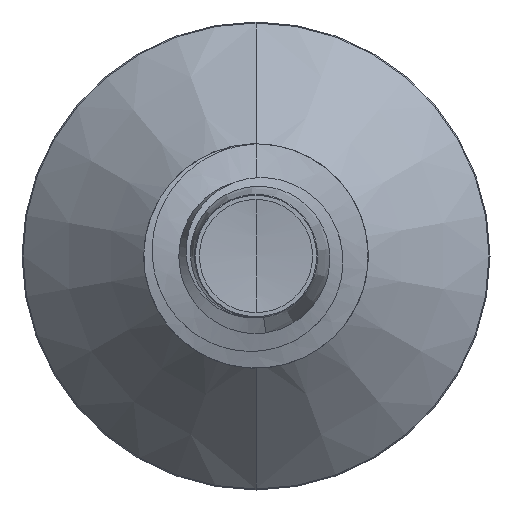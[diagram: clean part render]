
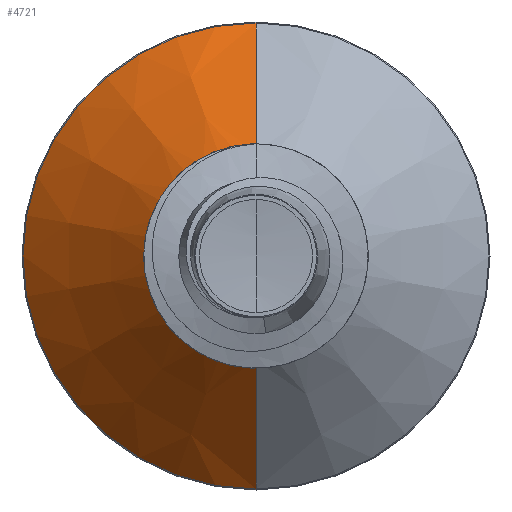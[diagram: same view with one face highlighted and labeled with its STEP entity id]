
A CAD part, front view. The second image highlights one B-rep face of the part: STEP entity #4721.
In plain terms, the highlighted conical face has half-angle 45 degrees and reference radius 1.633 mm.
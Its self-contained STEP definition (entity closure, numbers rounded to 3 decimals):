
#67 = DIRECTION ( 'NONE',  ( 0., 0., 1. ) ) ;
#80 = DIRECTION ( 'NONE',  ( 0., 1., 0. ) ) ;
#86 = CARTESIAN_POINT ( 'NONE',  ( 0., 4.332, 0. ) ) ;
#255 = CARTESIAN_POINT ( 'NONE',  ( 0., 4.332, -1.632 ) ) ;
#1152 = VECTOR ( 'NONE', #2597, 1000. ) ;
#1545 = LINE ( 'NONE', #6140, #1152 ) ;
#1906 = CARTESIAN_POINT ( 'NONE',  ( 0., 6.335, -3.635 ) ) ;
#2102 = AXIS2_PLACEMENT_3D ( 'NONE', #86, #80, #67 ) ;
#2318 = FACE_OUTER_BOUND ( 'NONE', #4058, .T. ) ;
#2597 = DIRECTION ( 'NONE',  ( 0., 0.707, 0.707 ) ) ;
#2653 = DIRECTION ( 'NONE',  ( 0., 0.707, -0.707 ) ) ;
#2668 = CARTESIAN_POINT ( 'NONE',  ( 0., 4.332, -1.632 ) ) ;
#2746 = VERTEX_POINT ( 'NONE', #9932 ) ;
#3291 = AXIS2_PLACEMENT_3D ( 'NONE', #4891, #4889, #4876 ) ;
#4058 = EDGE_LOOP ( 'NONE', ( #9270, #10011, #10536, #9950 ) ) ;
#4159 = VERTEX_POINT ( 'NONE', #8760 ) ;
#4721 = ADVANCED_FACE ( 'NONE', ( #2318 ), #4948, .T. ) ;
#4876 = DIRECTION ( 'NONE',  ( 0., 0., 1. ) ) ;
#4889 = DIRECTION ( 'NONE',  ( 0., 1., 0. ) ) ;
#4891 = CARTESIAN_POINT ( 'NONE',  ( 0., 6.335, 0. ) ) ;
#4922 = LINE ( 'NONE', #2668, #10204 ) ;
#4948 = CONICAL_SURFACE ( 'NONE', #8448, 1.632, 0.785 ) ;
#6140 = CARTESIAN_POINT ( 'NONE',  ( 0., 4.332, 1.632 ) ) ;
#7847 = CARTESIAN_POINT ( 'NONE',  ( 0., 4.332, 0. ) ) ;
#8015 = EDGE_CURVE ( 'NONE', #8604, #2746, #10463, .T. ) ;
#8360 = DIRECTION ( 'NONE',  ( 0., 0., 1. ) ) ;
#8448 = AXIS2_PLACEMENT_3D ( 'NONE', #7847, #10150, #8360 ) ;
#8577 = CIRCLE ( 'NONE', #2102, 1.632 ) ;
#8604 = VERTEX_POINT ( 'NONE', #1906 ) ;
#8760 = CARTESIAN_POINT ( 'NONE',  ( 0., 4.332, 1.632 ) ) ;
#8944 = VERTEX_POINT ( 'NONE', #255 ) ;
#9144 = EDGE_CURVE ( 'NONE', #8944, #4159, #8577, .T. ) ;
#9270 = ORIENTED_EDGE ( 'NONE', *, *, #9759, .F. ) ;
#9759 = EDGE_CURVE ( 'NONE', #8944, #8604, #4922, .T. ) ;
#9787 = EDGE_CURVE ( 'NONE', #4159, #2746, #1545, .T. ) ;
#9932 = CARTESIAN_POINT ( 'NONE',  ( 0., 6.335, 3.635 ) ) ;
#9950 = ORIENTED_EDGE ( 'NONE', *, *, #8015, .F. ) ;
#10011 = ORIENTED_EDGE ( 'NONE', *, *, #9144, .T. ) ;
#10150 = DIRECTION ( 'NONE',  ( 0., 1., 0. ) ) ;
#10204 = VECTOR ( 'NONE', #2653, 1000. ) ;
#10463 = CIRCLE ( 'NONE', #3291, 3.635 ) ;
#10536 = ORIENTED_EDGE ( 'NONE', *, *, #9787, .T. ) ;
